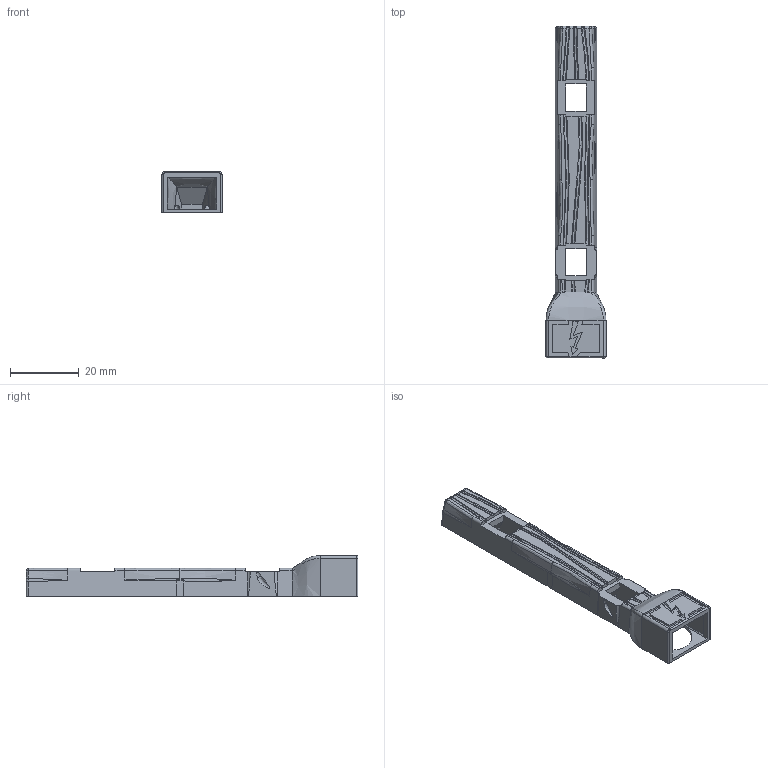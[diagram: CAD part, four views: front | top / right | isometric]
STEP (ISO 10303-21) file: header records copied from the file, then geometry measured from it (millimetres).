
FILE_DESCRIPTION(/* description */ (''),/* implementation_level */ '2;1');
FILE_NAME(/* name */ 'Switch Sleeper - Solid.step',/* time_stamp */ '2023-01-15T17:23:28-08:00',/* author */ (''),/* organization */ (''),/* preprocessor_version */ 'ST-DEVELOPER v19.2',/* originating_system */ 'Autodesk Translation Framework v11.17.0.187',/* authorisation */ '');
FILE_SCHEMA (('AUTOMOTIVE_DESIGN { 1 0 10303 214 3 1 1 }'));
Length unit declared in the file: millimetre
Products named in the file (3): Isolator Assembly; Custom Sleeper - Fill In; Custom Sleeper - Switch
Assembly tree (2 placements, depth 2):
  Isolator Assembly
    Custom Sleeper - Fill In
    Custom Sleeper - Switch
Bounding box: 17.5 x 96.8 x 11.9 mm (x, y, z)
Volume: 6666.7 mm3; surface area: 5579.2 mm2
Topology: 2 solids, 2 shells, 234 faces, 644 edges, 406 vertices
Faces by surface type: plane 132, bspline 78, cylinder 24
Entity records: 11423 total; most frequent: CARTESIAN_POINT 6054, ORIENTED_EDGE 1276, DIRECTION 808, EDGE_CURVE 638, VERTEX_POINT 406, LINE 360, VECTOR 360, EDGE_LOOP 242
